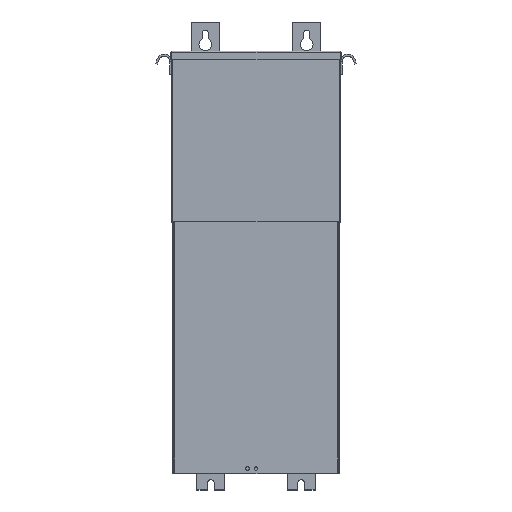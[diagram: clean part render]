
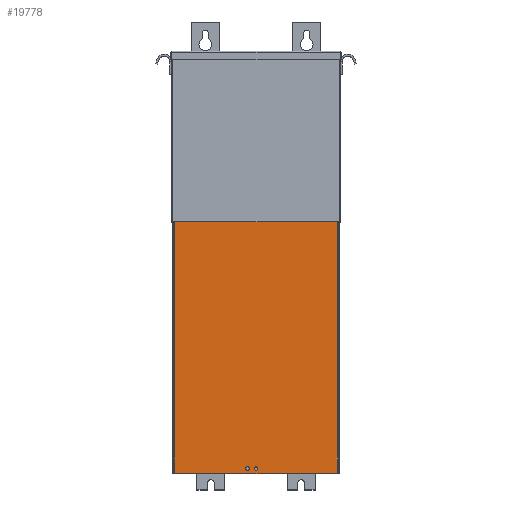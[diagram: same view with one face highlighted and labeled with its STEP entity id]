
A CAD part, top view. The second image highlights one B-rep face of the part: STEP entity #19778.
In plain terms, the highlighted face is planar.
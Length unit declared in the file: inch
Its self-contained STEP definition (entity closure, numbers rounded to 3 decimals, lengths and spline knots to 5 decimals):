
#198 = VERTEX_POINT ( 'NONE', #29469 ) ;
#419 = VERTEX_POINT ( 'NONE', #8928 ) ;
#431 = AXIS2_PLACEMENT_3D ( 'NONE', #8635, #25878, #11135 ) ;
#499 = CARTESIAN_POINT ( 'NONE',  ( -11.2815, 0., -7.751 ) ) ;
#822 = ORIENTED_EDGE ( 'NONE', *, *, #19849, .T. ) ;
#920 = LINE ( 'NONE', #28483, #19081 ) ;
#1737 = VERTEX_POINT ( 'NONE', #5815 ) ;
#2178 = CARTESIAN_POINT ( 'NONE',  ( 11.2418, 0., -7.18837 ) ) ;
#2554 = VERTEX_POINT ( 'NONE', #6680 ) ;
#3004 = ORIENTED_EDGE ( 'NONE', *, *, #13764, .F. ) ;
#3036 = CIRCLE ( 'NONE', #431, 0.156 ) ;
#3361 = CARTESIAN_POINT ( 'NONE',  ( 11.1565, 0., -7.097 ) ) ;
#3366 = AXIS2_PLACEMENT_3D ( 'NONE', #5784, #22987, #8250 ) ;
#3453 = VECTOR ( 'NONE', #12851, 39.37008 ) ;
#3639 = LINE ( 'NONE', #28583, #15245 ) ;
#4240 = LINE ( 'NONE', #499, #3453 ) ;
#4475 = EDGE_CURVE ( 'NONE', #12979, #6478, #10965, .T. ) ;
#4886 = DIRECTION ( 'NONE',  ( 0., 0., 1. ) ) ;
#5001 = EDGE_LOOP ( 'NONE', ( #822, #28423 ) ) ;
#5784 = CARTESIAN_POINT ( 'NONE',  ( 10.844, 0., 0. ) ) ;
#5815 = CARTESIAN_POINT ( 'NONE',  ( 11.2815, 0., -7.097 ) ) ;
#5871 = DIRECTION ( 'NONE',  ( 0., 0., 1. ) ) ;
#6478 = VERTEX_POINT ( 'NONE', #2178 ) ;
#6680 = CARTESIAN_POINT ( 'NONE',  ( 11.2815, 0., 7.097 ) ) ;
#7120 = CIRCLE ( 'NONE', #3366, 0.156 ) ;
#8240 = DIRECTION ( 'NONE',  ( 0., 1., 0. ) ) ;
#8243 = ORIENTED_EDGE ( 'NONE', *, *, #16014, .T. ) ;
#8250 = DIRECTION ( 'NONE',  ( 0., 0., 1. ) ) ;
#8635 = CARTESIAN_POINT ( 'NONE',  ( 10.844, 0., 0. ) ) ;
#8838 = EDGE_CURVE ( 'NONE', #419, #198, #14613, .T. ) ;
#8928 = CARTESIAN_POINT ( 'NONE',  ( 10.844, 0., -0.906 ) ) ;
#10068 = CARTESIAN_POINT ( 'NONE',  ( 10.844, 0., -0.75 ) ) ;
#10190 = VERTEX_POINT ( 'NONE', #30471 ) ;
#10533 = DIRECTION ( 'NONE',  ( 1., 0., 0. ) ) ;
#10546 = EDGE_LOOP ( 'NONE', ( #23478, #3004, #15736, #17194, #18753, #8243 ) ) ;
#10886 = EDGE_CURVE ( 'NONE', #2554, #1737, #920, .T. ) ;
#10965 = LINE ( 'NONE', #27759, #29057 ) ;
#11135 = DIRECTION ( 'NONE',  ( 0., 0., 1. ) ) ;
#11373 = DIRECTION ( 'NONE',  ( 0., 0., -1. ) ) ;
#11595 = CIRCLE ( 'NONE', #22745, 0.125 ) ;
#12554 = DIRECTION ( 'NONE',  ( 0., 0., 1. ) ) ;
#12582 = DIRECTION ( 'NONE',  ( 0., -1., 0. ) ) ;
#12851 = DIRECTION ( 'NONE',  ( 0., 0., 1. ) ) ;
#12979 = VERTEX_POINT ( 'NONE', #21785 ) ;
#13761 = FACE_BOUND ( 'NONE', #21511, .T. ) ;
#13764 = EDGE_CURVE ( 'NONE', #12979, #21416, #4240, .T. ) ;
#14613 = CIRCLE ( 'NONE', #20913, 0.156 ) ;
#14732 = CARTESIAN_POINT ( 'NONE',  ( -11.2815, 0., 7.751 ) ) ;
#14838 = AXIS2_PLACEMENT_3D ( 'NONE', #14732, #19659, #4886 ) ;
#15040 = EDGE_CURVE ( 'NONE', #15790, #10190, #3036, .T. ) ;
#15245 = VECTOR ( 'NONE', #31043, 39.37008 ) ;
#15736 = ORIENTED_EDGE ( 'NONE', *, *, #4475, .T. ) ;
#15790 = VERTEX_POINT ( 'NONE', #21178 ) ;
#16014 = EDGE_CURVE ( 'NONE', #2554, #27019, #21099, .T. ) ;
#17098 = PLANE ( 'NONE',  #14838 ) ;
#17194 = ORIENTED_EDGE ( 'NONE', *, *, #23220, .T. ) ;
#18148 = AXIS2_PLACEMENT_3D ( 'NONE', #10068, #27295, #12554 ) ;
#18753 = ORIENTED_EDGE ( 'NONE', *, *, #10886, .F. ) ;
#19081 = VECTOR ( 'NONE', #11373, 39.37008 ) ;
#19380 = ORIENTED_EDGE ( 'NONE', *, *, #30764, .T. ) ;
#19659 = DIRECTION ( 'NONE',  ( 0., 1., 0. ) ) ;
#19778 = ADVANCED_FACE ( 'NONE', ( #27612, #26842, #13761 ), #17098, .F. ) ;
#19849 = EDGE_CURVE ( 'NONE', #198, #419, #24519, .T. ) ;
#20598 = DIRECTION ( 'NONE',  ( 0., -1., 0. ) ) ;
#20913 = AXIS2_PLACEMENT_3D ( 'NONE', #22968, #8240, #25462 ) ;
#21099 = CIRCLE ( 'NONE', #25056, 0.125 ) ;
#21178 = CARTESIAN_POINT ( 'NONE',  ( 10.844, 0., -0.156 ) ) ;
#21416 = VERTEX_POINT ( 'NONE', #27849 ) ;
#21511 = EDGE_LOOP ( 'NONE', ( #19380, #29334 ) ) ;
#21582 = CARTESIAN_POINT ( 'NONE',  ( 11.2418, 0., 7.18837 ) ) ;
#21785 = CARTESIAN_POINT ( 'NONE',  ( -11.2815, 0., -7.18837 ) ) ;
#22745 = AXIS2_PLACEMENT_3D ( 'NONE', #3361, #20598, #5871 ) ;
#22968 = CARTESIAN_POINT ( 'NONE',  ( 10.844, 0., -0.75 ) ) ;
#22987 = DIRECTION ( 'NONE',  ( 0., 1., 0. ) ) ;
#23220 = EDGE_CURVE ( 'NONE', #6478, #1737, #11595, .T. ) ;
#23478 = ORIENTED_EDGE ( 'NONE', *, *, #26961, .F. ) ;
#24519 = CIRCLE ( 'NONE', #18148, 0.156 ) ;
#25056 = AXIS2_PLACEMENT_3D ( 'NONE', #27319, #12582, #29791 ) ;
#25462 = DIRECTION ( 'NONE',  ( 0., 0., 1. ) ) ;
#25878 = DIRECTION ( 'NONE',  ( 0., 1., 0. ) ) ;
#26842 = FACE_BOUND ( 'NONE', #5001, .T. ) ;
#26961 = EDGE_CURVE ( 'NONE', #21416, #27019, #3639, .T. ) ;
#27019 = VERTEX_POINT ( 'NONE', #21582 ) ;
#27295 = DIRECTION ( 'NONE',  ( 0., 1., 0. ) ) ;
#27319 = CARTESIAN_POINT ( 'NONE',  ( 11.1565, 0., 7.097 ) ) ;
#27612 = FACE_OUTER_BOUND ( 'NONE', #10546, .T. ) ;
#27759 = CARTESIAN_POINT ( 'NONE',  ( -11.2815, 0., -7.18837 ) ) ;
#27849 = CARTESIAN_POINT ( 'NONE',  ( -11.2815, 0., 7.18837 ) ) ;
#28423 = ORIENTED_EDGE ( 'NONE', *, *, #8838, .T. ) ;
#28483 = CARTESIAN_POINT ( 'NONE',  ( 11.2815, 0., -7.751 ) ) ;
#28583 = CARTESIAN_POINT ( 'NONE',  ( -11.2815, 0., 7.18837 ) ) ;
#29057 = VECTOR ( 'NONE', #10533, 39.37008 ) ;
#29334 = ORIENTED_EDGE ( 'NONE', *, *, #15040, .T. ) ;
#29469 = CARTESIAN_POINT ( 'NONE',  ( 10.844, 0., -0.594 ) ) ;
#29791 = DIRECTION ( 'NONE',  ( 0., 0., 1. ) ) ;
#30471 = CARTESIAN_POINT ( 'NONE',  ( 10.844, 0., 0.156 ) ) ;
#30764 = EDGE_CURVE ( 'NONE', #10190, #15790, #7120, .T. ) ;
#31043 = DIRECTION ( 'NONE',  ( 1., 0., 0. ) ) ;
